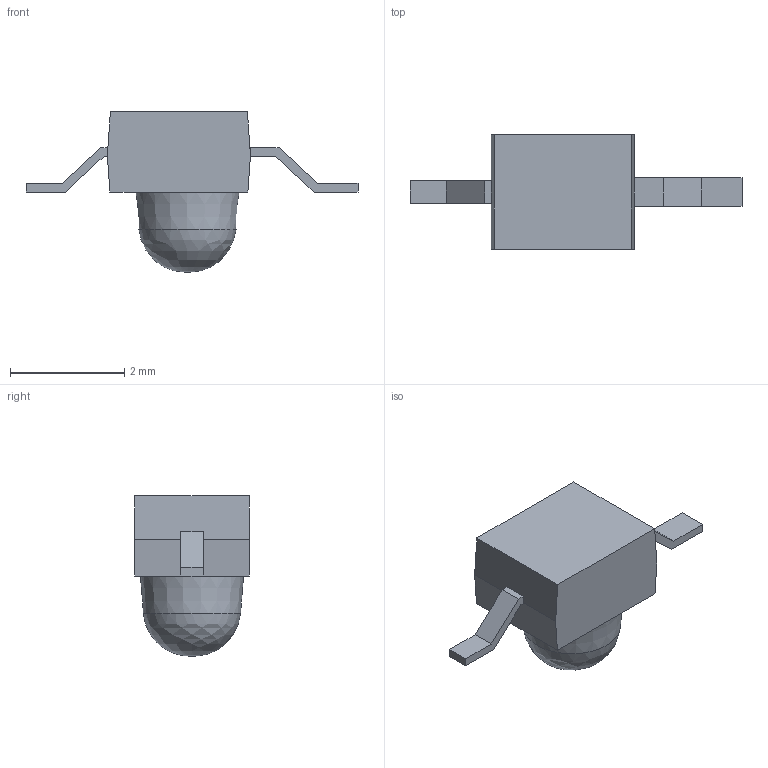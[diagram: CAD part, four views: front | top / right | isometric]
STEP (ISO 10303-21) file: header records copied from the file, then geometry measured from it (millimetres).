
FILE_DESCRIPTION( ( '' ), ' ' );
FILE_NAME( '5e74099f3c621513d411b5f9.step', '2020-03-20T00:09:04', ( '' ), ( '' ), ' ', ' ', ' ' );
FILE_SCHEMA( ( 'AUTOMOTIVE_DESIGN { 1 0 10303 214 1 1 1 1 }' ) );
Length unit declared in the file: metre
Products named in the file (4): Assem1; Part 82; Part 80; Part 81
Assembly tree (3 placements, depth 2):
  Assem1
    Part 82
    Part 80
    Part 81
Bounding box: 5.8 x 2 x 2.8 mm (x, y, z)
Volume: 9.8 mm3; surface area: 32.1 mm2
Topology: 3 solids, 3 shells, 31 faces, 72 edges, 48 vertices
Faces by surface type: plane 29, cone 1, bspline 1
Entity records: 942 total; most frequent: CARTESIAN_POINT 178, DIRECTION 140, ORIENTED_EDGE 138, EDGE_CURVE 69, LINE 66, VECTOR 66, VERTEX_POINT 47, AXIS2_PLACEMENT_3D 37
